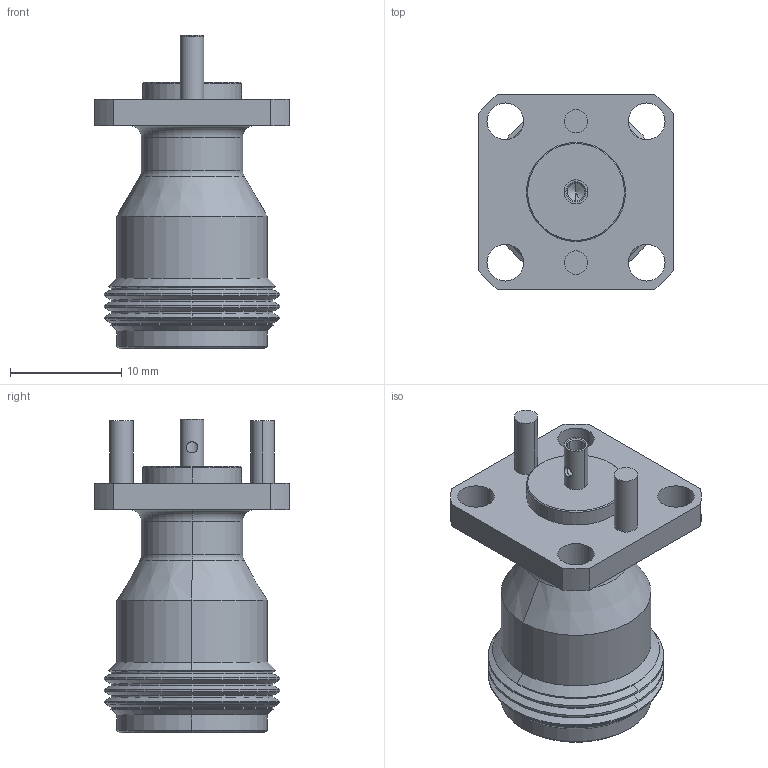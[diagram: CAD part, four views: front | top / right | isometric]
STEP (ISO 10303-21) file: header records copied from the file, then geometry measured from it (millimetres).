
FILE_DESCRIPTION (( 'STEP AP203' ), '1' );
FILE_NAME ('R161.410.537D.STEP', '2015-02-18T12:44:45', ( '' ), ( '' ), 'SwSTEP 2.0', 'SolidWorks 2014', '' );
FILE_SCHEMA (( 'CONFIG_CONTROL_DESIGN' ));
Length unit declared in the file: metre
Products named in the file (1): R161.410.537D
Bounding box: 17.5 x 17.5 x 28.12 mm (x, y, z)
Volume: 2813.6 mm3; surface area: 2249 mm2
Topology: 1 solids, 1 shells, 120 faces, 286 edges, 176 vertices
Faces by surface type: cylinder 52, cone 38, plane 24, torus 6
Entity records: 3631 total; most frequent: CARTESIAN_POINT 664, DIRECTION 662, ORIENTED_EDGE 568, EDGE_CURVE 284, AXIS2_PLACEMENT_3D 270, VERTEX_POINT 176, CIRCLE 149, EDGE_LOOP 140
